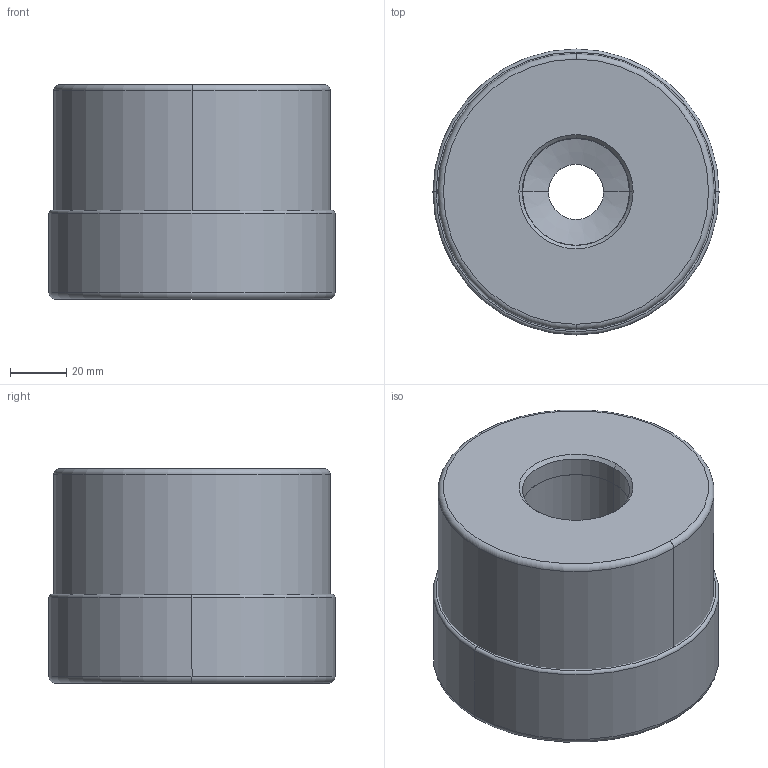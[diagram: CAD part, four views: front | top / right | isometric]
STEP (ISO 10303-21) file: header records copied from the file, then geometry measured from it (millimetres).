
FILE_DESCRIPTION(/* description */ (''),/* implementation_level */ '2;1');
FILE_NAME(/* name */ 'VFX6UR0406EA12_IR0_094.stp',/* time_stamp */ '2021-02-02T08:25:09+09:00',/* author */ (''),/* organization */ (''),/* preprocessor_version */ 'ST-DEVELOPER v16',/* originating_system */ 'SIEMENS PLM Software NX 10.0',/* authorisation */ '');
FILE_SCHEMA (('AUTOMOTIVE_DESIGN { 1 0 10303 214 3 1 1 1 }'));
Length unit declared in the file: millimetre
Products named in the file (1): VFX6UR0406EA12_IR0_094_ASM
Bounding box: 101.6 x 101.6 x 76.2 mm (x, y, z)
Volume: 573442.3 mm3; surface area: 68014.2 mm2
Topology: 2 solids, 2 shells, 61 faces, 159 edges, 117 vertices
Faces by surface type: cone 20, torus 18, cylinder 16, plane 7
Entity records: 2089 total; most frequent: DIRECTION 420, CARTESIAN_POINT 330, ORIENTED_EDGE 300, AXIS2_PLACEMENT_3D 189, EDGE_CURVE 150, CIRCLE 117, VERTEX_POINT 96, EDGE_LOOP 68
